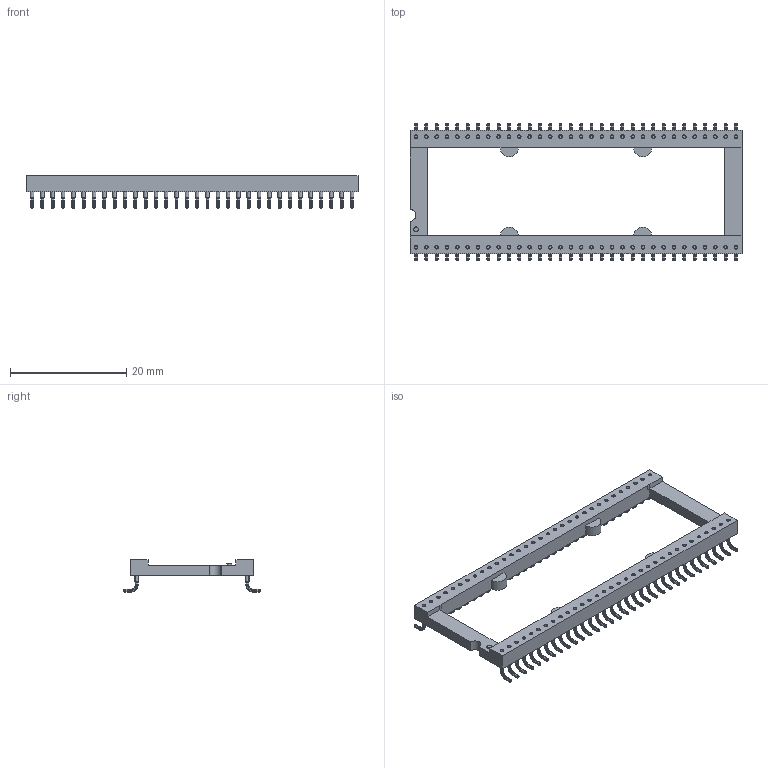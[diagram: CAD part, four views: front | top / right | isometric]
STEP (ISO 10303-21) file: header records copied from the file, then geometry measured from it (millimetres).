
FILE_DESCRIPTION(('FreeCAD Model'),'2;1');
FILE_NAME('Open CASCADE Shape Model','2022-07-16T19:11:31',('Doomn00b'), (''),'Open CASCADE STEP processor 7.6','FreeCAD','Unknown');
FILE_SCHEMA(('AUTOMOTIVE_DESIGN { 1 0 10303 214 1 1 1 1 }'));
Length unit declared in the file: millimetre
Products named in the file (7): Mill_Max_117_43; Pins; top-pins; base-pin002; bot-pins; base-pin1; Plastic
Assembly tree (68 placements, depth 4):
  Mill_Max_117_43
    Pins
      top-pins
        base-pin002  x32
      bot-pins
        base-pin1  x32
    Plastic
Bounding box: 57.2 x 23.57 x 5.59 mm (x, y, z)
Volume: 1195.6 mm3; surface area: 3225.6 mm2
Topology: 65 solids, 65 shells, 4649 faces, 10029 edges, 5126 vertices
Faces by surface type: cylinder 1734, plane 1315, bspline 1024, cone 448, revolution 128
Full cylindrical faces by diameter (mm): 0.51 x64, 0.62 x64, 0.621 x64, 0.8 x1
Entity records: 9010 total; most frequent: CARTESIAN_POINT 2691, DIRECTION 1251, ORIENTED_EDGE 1178, EDGE_CURVE 589, AXIS2_PLACEMENT_3D 470, FACE_BOUND 381, EDGE_LOOP 381, VERTEX_POINT 352
